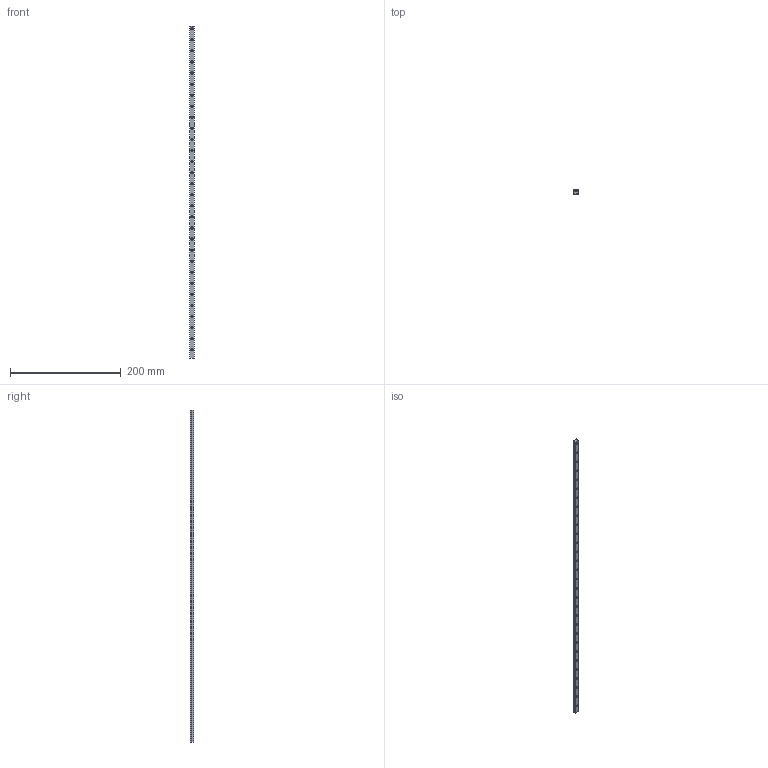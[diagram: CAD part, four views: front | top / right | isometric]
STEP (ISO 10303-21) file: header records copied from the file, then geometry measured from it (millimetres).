
FILE_DESCRIPTION (( 'STEP AP214' ), '1' );
FILE_NAME ('MGN9.step', '2019-11-11T12:28:50', ( '' ), ( '' ), 'SwSTEP 2.0', 'SolidWorks 2019', '' );
FILE_SCHEMA (( 'AUTOMOTIVE_DESIGN' ));
Length unit declared in the file: millimetre
Products named in the file (1): MGN9
Bounding box: 9 x 6.5 x 600 mm (x, y, z)
Volume: 29276.1 mm3; surface area: 23014 mm2
Topology: 1 solids, 1 shells, 292 faces, 660 edges, 400 vertices
Faces by surface type: cylinder 124, cone 120, plane 48
Entity records: 8346 total; most frequent: DIRECTION 1614, CARTESIAN_POINT 1353, ORIENTED_EDGE 1320, AXIS2_PLACEMENT_3D 661, EDGE_CURVE 660, VERTEX_POINT 400, EDGE_LOOP 382, CIRCLE 368
